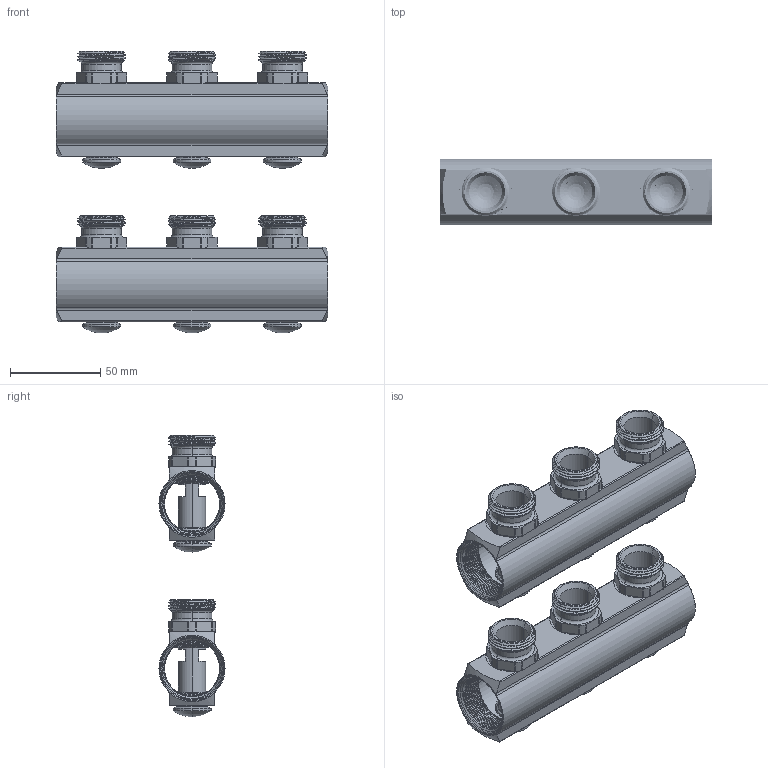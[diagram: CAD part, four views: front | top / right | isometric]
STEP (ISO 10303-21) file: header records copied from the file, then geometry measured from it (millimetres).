
FILE_DESCRIPTION((''),'2;1');
FILE_NAME('088U0543_ASM','2023-05-16T13:44:05',('U258971'),(''),'CREO PARAMETRIC BY PTC INC, 2020342','CREO PARAMETRIC BY PTC INC, 2020342','');
FILE_SCHEMA(('CONFIG_CONTROL_DESIGN'));
Length unit declared in the file: millimetre
Products named in the file (6): 088U7307_3LOOPS_19; 088U7304_16; 088U7310_ASM_12_ASM; 088U0593-MANIFOLD_12; 088U0545_ASM_1_ASM; 088U0543_ASM
Assembly tree (16 placements, depth 4):
  088U0543_ASM
    088U0545_ASM_1_ASM
      088U7307_3LOOPS_19  x2
      088U7310_ASM_12_ASM  x6
        088U7304_16
      088U0593-MANIFOLD_12  x6
Bounding box: 150 x 36.55 x 155.78 mm (x, y, z)
Volume: 170124.4 mm3; surface area: 149266.8 mm2
Topology: 14 solids, 44 shells, 1592 faces, 4498 edges, 2982 vertices
Faces by surface type: cylinder 732, bspline 244, plane 226, cone 208, torus 152, sphere 24, extrusion 6
Entity records: 27317 total; most frequent: CARTESIAN_POINT 17191, ORIENTED_EDGE 2268, DIRECTION 1846, EDGE_CURVE 1155, VERTEX_POINT 777, AXIS2_PLACEMENT_3D 768, B_SPLINE_CURVE_WITH_KNOTS 443, EDGE_LOOP 431
